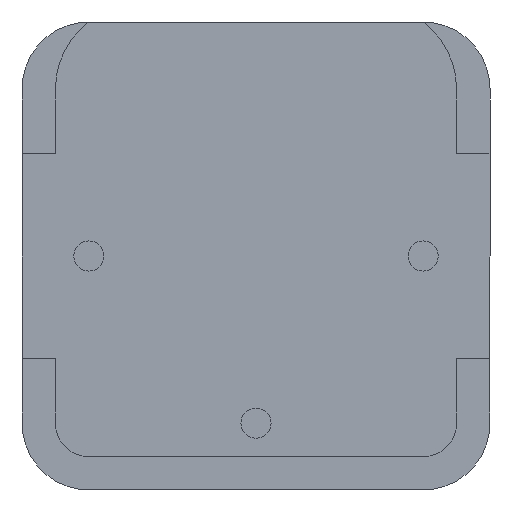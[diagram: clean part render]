
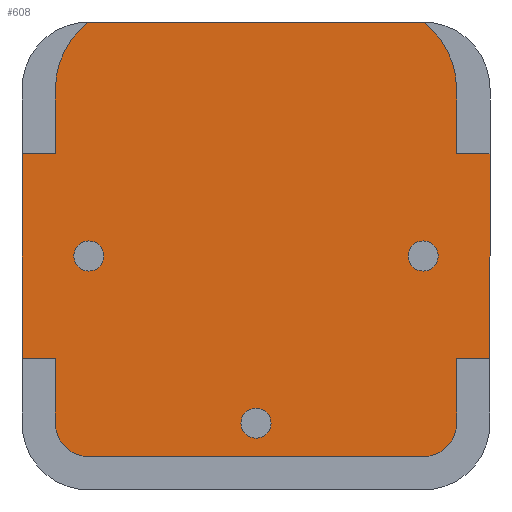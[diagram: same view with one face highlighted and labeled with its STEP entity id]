
A CAD part, front view. The second image highlights one B-rep face of the part: STEP entity #608.
In plain terms, the highlighted planar face has unit normal (0, -1, 0).
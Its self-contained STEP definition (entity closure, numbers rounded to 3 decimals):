
#28 = ORIENTED_EDGE ( 'NONE', *, *, #2761, .T. ) ;
#31 = EDGE_CURVE ( 'NONE', #858, #2271, #2808, .T. ) ;
#102 = DIRECTION ( 'NONE',  ( 0., 1., 0. ) ) ;
#172 = CIRCLE ( 'NONE', #3302, 0.5 ) ;
#179 = ORIENTED_EDGE ( 'NONE', *, *, #3503, .T. ) ;
#216 = CARTESIAN_POINT ( 'NONE',  ( 0., 0.2, -1.529 ) ) ;
#218 = ORIENTED_EDGE ( 'NONE', *, *, #2404, .F. ) ;
#278 = CARTESIAN_POINT ( 'NONE',  ( 0., 0.2, 1.529 ) ) ;
#298 = EDGE_CURVE ( 'NONE', #3390, #1217, #552, .T. ) ;
#305 = ORIENTED_EDGE ( 'NONE', *, *, #31, .T. ) ;
#329 = CARTESIAN_POINT ( 'NONE',  ( -2.5, 0.2, 3.5 ) ) ;
#351 = DIRECTION ( 'NONE',  ( 0., 0., -1. ) ) ;
#393 = DIRECTION ( 'NONE',  ( 0., 0., 1. ) ) ;
#431 = CARTESIAN_POINT ( 'NONE',  ( 2.5, 0.2, -2.5 ) ) ;
#441 = LINE ( 'NONE', #3288, #3677 ) ;
#485 = DIRECTION ( 'NONE',  ( 0., 0., 1. ) ) ;
#510 = LINE ( 'NONE', #216, #3879 ) ;
#516 = LINE ( 'NONE', #3121, #1979 ) ;
#552 = LINE ( 'NONE', #4079, #2254 ) ;
#608 = ADVANCED_FACE ( 'NONE', ( #794 ), #2653, .F. ) ;
#770 = LINE ( 'NONE', #3668, #2832 ) ;
#784 = CARTESIAN_POINT ( 'NONE',  ( -3., 0.2, 2.5 ) ) ;
#794 = FACE_OUTER_BOUND ( 'NONE', #2114, .T. ) ;
#806 = EDGE_CURVE ( 'NONE', #2167, #2537, #2111, .T. ) ;
#858 = VERTEX_POINT ( 'NONE', #1485 ) ;
#863 = EDGE_CURVE ( 'NONE', #2283, #858, #3128, .T. ) ;
#910 = ORIENTED_EDGE ( 'NONE', *, *, #1112, .T. ) ;
#998 = DIRECTION ( 'NONE',  ( 0., 0., 1. ) ) ;
#1073 = VERTEX_POINT ( 'NONE', #2408 ) ;
#1096 = VECTOR ( 'NONE', #3268, 1000. ) ;
#1111 = ORIENTED_EDGE ( 'NONE', *, *, #2076, .T. ) ;
#1112 = EDGE_CURVE ( 'NONE', #1716, #2757, #510, .T. ) ;
#1170 = CARTESIAN_POINT ( 'NONE',  ( 3., 0.2, 0. ) ) ;
#1205 = DIRECTION ( 'NONE',  ( 0., 0., -1. ) ) ;
#1217 = VERTEX_POINT ( 'NONE', #2487 ) ;
#1257 = VECTOR ( 'NONE', #2794, 1000. ) ;
#1265 = LINE ( 'NONE', #1332, #2746 ) ;
#1275 = CARTESIAN_POINT ( 'NONE',  ( 3., 0.2, -2.5 ) ) ;
#1332 = CARTESIAN_POINT ( 'NONE',  ( 3.5, 0.2, 0. ) ) ;
#1349 = ORIENTED_EDGE ( 'NONE', *, *, #298, .F. ) ;
#1366 = AXIS2_PLACEMENT_3D ( 'NONE', #4081, #3200, #2553 ) ;
#1371 = ORIENTED_EDGE ( 'NONE', *, *, #2837, .T. ) ;
#1394 = DIRECTION ( 'NONE',  ( -1., 0., 0. ) ) ;
#1395 = VERTEX_POINT ( 'NONE', #1275 ) ;
#1418 = CARTESIAN_POINT ( 'NONE',  ( 3., 0.2, 1.529 ) ) ;
#1485 = CARTESIAN_POINT ( 'NONE',  ( -3.5, 0.2, 1.529 ) ) ;
#1499 = CARTESIAN_POINT ( 'NONE',  ( 3.5, 0.2, -1.529 ) ) ;
#1502 = CIRCLE ( 'NONE', #3495, 1.25 ) ;
#1512 = ORIENTED_EDGE ( 'NONE', *, *, #1677, .T. ) ;
#1513 = DIRECTION ( 'NONE',  ( 1., 0., 0. ) ) ;
#1551 = DIRECTION ( 'NONE',  ( 1., 0., 0. ) ) ;
#1558 = DIRECTION ( 'NONE',  ( 0., 0., 1. ) ) ;
#1559 = CIRCLE ( 'NONE', #1366, 0.5 ) ;
#1573 = CIRCLE ( 'NONE', #3428, 1.25 ) ;
#1583 = ORIENTED_EDGE ( 'NONE', *, *, #1976, .F. ) ;
#1620 = DIRECTION ( 'NONE',  ( 0., 1., 0. ) ) ;
#1625 = DIRECTION ( 'NONE',  ( 0., 0., 1. ) ) ;
#1677 = EDGE_CURVE ( 'NONE', #3439, #4018, #441, .T. ) ;
#1679 = DIRECTION ( 'NONE',  ( 0., 1., 0. ) ) ;
#1711 = DIRECTION ( 'NONE',  ( 0., 0., -1. ) ) ;
#1716 = VERTEX_POINT ( 'NONE', #3859 ) ;
#1959 = CARTESIAN_POINT ( 'NONE',  ( -1.75, 0.2, 2.5 ) ) ;
#1976 = EDGE_CURVE ( 'NONE', #3049, #3390, #1502, .T. ) ;
#1979 = VECTOR ( 'NONE', #2829, 1000. ) ;
#2076 = EDGE_CURVE ( 'NONE', #2271, #3439, #770, .T. ) ;
#2111 = LINE ( 'NONE', #1170, #1257 ) ;
#2114 = EDGE_LOOP ( 'NONE', ( #28, #910, #3056, #179, #2206, #2122, #1349, #1583, #1371, #3687, #305, #1111, #1512, #2748, #3224, #218 ) ) ;
#2122 = ORIENTED_EDGE ( 'NONE', *, *, #2503, .F. ) ;
#2167 = VERTEX_POINT ( 'NONE', #1418 ) ;
#2169 = LINE ( 'NONE', #2453, #2505 ) ;
#2206 = ORIENTED_EDGE ( 'NONE', *, *, #806, .T. ) ;
#2254 = VECTOR ( 'NONE', #1551, 1000. ) ;
#2271 = VERTEX_POINT ( 'NONE', #2850 ) ;
#2283 = VERTEX_POINT ( 'NONE', #3712 ) ;
#2388 = LINE ( 'NONE', #3908, #3813 ) ;
#2404 = EDGE_CURVE ( 'NONE', #1395, #2464, #172, .T. ) ;
#2408 = CARTESIAN_POINT ( 'NONE',  ( -2.5, 0.2, -3. ) ) ;
#2453 = CARTESIAN_POINT ( 'NONE',  ( 3., 0.2, 0. ) ) ;
#2464 = VERTEX_POINT ( 'NONE', #2952 ) ;
#2487 = CARTESIAN_POINT ( 'NONE',  ( 2.5, 0.2, 3.5 ) ) ;
#2503 = EDGE_CURVE ( 'NONE', #1217, #2537, #1573, .T. ) ;
#2505 = VECTOR ( 'NONE', #1558, 1000. ) ;
#2537 = VERTEX_POINT ( 'NONE', #3008 ) ;
#2553 = DIRECTION ( 'NONE',  ( 0., 0., 1. ) ) ;
#2653 = PLANE ( 'NONE',  #3449 ) ;
#2745 = DIRECTION ( 'NONE',  ( -1., 0., 0. ) ) ;
#2746 = VECTOR ( 'NONE', #351, 1000. ) ;
#2748 = ORIENTED_EDGE ( 'NONE', *, *, #3453, .F. ) ;
#2757 = VERTEX_POINT ( 'NONE', #1499 ) ;
#2761 = EDGE_CURVE ( 'NONE', #1395, #1716, #2169, .T. ) ;
#2794 = DIRECTION ( 'NONE',  ( 0., 0., 1. ) ) ;
#2808 = LINE ( 'NONE', #3520, #3040 ) ;
#2829 = DIRECTION ( 'NONE',  ( 0., 0., -1. ) ) ;
#2832 = VECTOR ( 'NONE', #3633, 1000. ) ;
#2837 = EDGE_CURVE ( 'NONE', #3049, #2283, #516, .T. ) ;
#2850 = CARTESIAN_POINT ( 'NONE',  ( -3.5, 0.2, -1.529 ) ) ;
#2868 = CARTESIAN_POINT ( 'NONE',  ( -3., 0.2, -1.529 ) ) ;
#2923 = VECTOR ( 'NONE', #2745, 1000. ) ;
#2940 = DIRECTION ( 'NONE',  ( 0., 1., 0. ) ) ;
#2952 = CARTESIAN_POINT ( 'NONE',  ( 2.5, 0.2, -3. ) ) ;
#3008 = CARTESIAN_POINT ( 'NONE',  ( 3., 0.2, 2.5 ) ) ;
#3010 = VERTEX_POINT ( 'NONE', #3550 ) ;
#3025 = CARTESIAN_POINT ( 'NONE',  ( 0., 0.2, 0. ) ) ;
#3040 = VECTOR ( 'NONE', #1205, 1000. ) ;
#3049 = VERTEX_POINT ( 'NONE', #784 ) ;
#3056 = ORIENTED_EDGE ( 'NONE', *, *, #3334, .F. ) ;
#3111 = EDGE_CURVE ( 'NONE', #1073, #2464, #3913, .T. ) ;
#3121 = CARTESIAN_POINT ( 'NONE',  ( -3., 0.2, 0. ) ) ;
#3128 = LINE ( 'NONE', #278, #2923 ) ;
#3200 = DIRECTION ( 'NONE',  ( 0., 1., 0. ) ) ;
#3203 = CARTESIAN_POINT ( 'NONE',  ( 1.75, 0.2, 2.5 ) ) ;
#3224 = ORIENTED_EDGE ( 'NONE', *, *, #3111, .T. ) ;
#3268 = DIRECTION ( 'NONE',  ( 1., 0., 0. ) ) ;
#3288 = CARTESIAN_POINT ( 'NONE',  ( -3., 0.2, 0. ) ) ;
#3302 = AXIS2_PLACEMENT_3D ( 'NONE', #431, #102, #393 ) ;
#3334 = EDGE_CURVE ( 'NONE', #3010, #2757, #1265, .T. ) ;
#3390 = VERTEX_POINT ( 'NONE', #329 ) ;
#3413 = CARTESIAN_POINT ( 'NONE',  ( -3., 0.2, -2.5 ) ) ;
#3428 = AXIS2_PLACEMENT_3D ( 'NONE', #3203, #1620, #998 ) ;
#3439 = VERTEX_POINT ( 'NONE', #2868 ) ;
#3449 = AXIS2_PLACEMENT_3D ( 'NONE', #3025, #1679, #485 ) ;
#3453 = EDGE_CURVE ( 'NONE', #1073, #4018, #1559, .T. ) ;
#3495 = AXIS2_PLACEMENT_3D ( 'NONE', #1959, #2940, #1625 ) ;
#3503 = EDGE_CURVE ( 'NONE', #3010, #2167, #2388, .T. ) ;
#3520 = CARTESIAN_POINT ( 'NONE',  ( -3.5, 0.2, 0. ) ) ;
#3550 = CARTESIAN_POINT ( 'NONE',  ( 3.5, 0.2, 1.529 ) ) ;
#3633 = DIRECTION ( 'NONE',  ( 1., 0., 0. ) ) ;
#3668 = CARTESIAN_POINT ( 'NONE',  ( 0., 0.2, -1.529 ) ) ;
#3677 = VECTOR ( 'NONE', #1711, 1000. ) ;
#3687 = ORIENTED_EDGE ( 'NONE', *, *, #863, .T. ) ;
#3712 = CARTESIAN_POINT ( 'NONE',  ( -3., 0.2, 1.529 ) ) ;
#3813 = VECTOR ( 'NONE', #1394, 1000. ) ;
#3859 = CARTESIAN_POINT ( 'NONE',  ( 3., 0.2, -1.529 ) ) ;
#3879 = VECTOR ( 'NONE', #1513, 1000. ) ;
#3908 = CARTESIAN_POINT ( 'NONE',  ( 0., 0.2, 1.529 ) ) ;
#3913 = LINE ( 'NONE', #3929, #1096 ) ;
#3929 = CARTESIAN_POINT ( 'NONE',  ( 0., 0.2, -3. ) ) ;
#4018 = VERTEX_POINT ( 'NONE', #3413 ) ;
#4079 = CARTESIAN_POINT ( 'NONE',  ( 0., 0.2, 3.5 ) ) ;
#4081 = CARTESIAN_POINT ( 'NONE',  ( -2.5, 0.2, -2.5 ) ) ;
